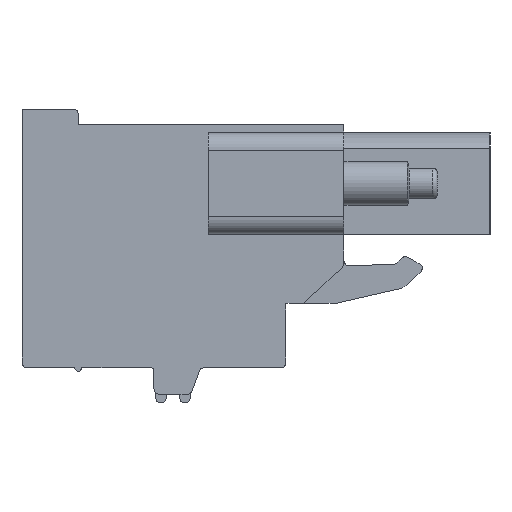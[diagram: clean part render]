
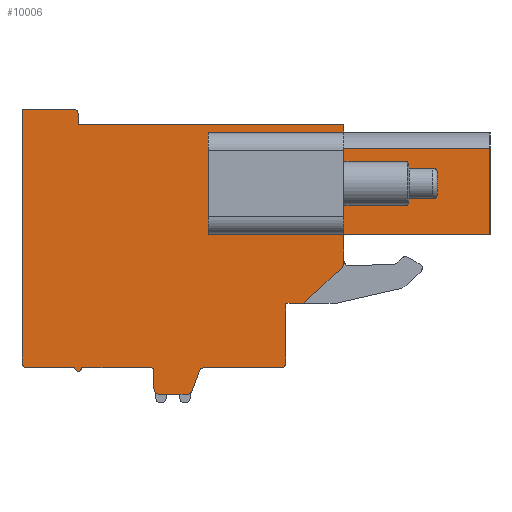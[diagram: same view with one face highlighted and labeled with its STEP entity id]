
A CAD part, left-side view. The second image highlights one B-rep face of the part: STEP entity #10006.
In plain terms, the highlighted planar face has unit normal (-1, 0, 0).
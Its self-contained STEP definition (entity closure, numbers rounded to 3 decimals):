
#1=DIRECTION('',(0.,0.,-1.));
#2=VECTOR('',#1,1.325);
#3=CARTESIAN_POINT('',(0.,-5.66,6.96));
#4=LINE('',#3,#2);
#5=DIRECTION('',(0.,1.,0.));
#6=VECTOR('',#5,8.3);
#7=CARTESIAN_POINT('',(0.,-13.96,5.635));
#8=LINE('',#7,#6);
#9=DIRECTION('',(0.,1.,0.));
#10=VECTOR('',#9,8.3);
#11=CARTESIAN_POINT('',(0.,-13.96,0.73));
#12=LINE('',#11,#10);
#13=DIRECTION('',(0.,0.,-1.));
#14=VECTOR('',#13,1.64);
#15=CARTESIAN_POINT('',(0.,-5.66,0.73));
#16=LINE('',#15,#14);
#17=CARTESIAN_POINT('',(0.,-5.36,-0.91));
#18=DIRECTION('',(1.,0.,0.));
#19=DIRECTION('',(0.,-1.,0.));
#20=AXIS2_PLACEMENT_3D('',#17,#18,#19);
#22=DIRECTION('',(0.,0.731,-0.683));
#23=VECTOR('',#22,3.018);
#24=CARTESIAN_POINT('',(0.,-5.565,-1.129));
#25=LINE('',#24,#23);
#26=DIRECTION('',(0.,1.,0.));
#27=VECTOR('',#26,1.);
#28=CARTESIAN_POINT('',(0.,-3.36,-3.19));
#29=LINE('',#28,#27);
#30=DIRECTION('',(0.,0.,-1.));
#31=VECTOR('',#30,0.5);
#32=CARTESIAN_POINT('',(0.,-2.36,-3.19));
#33=LINE('',#32,#31);
#34=DIRECTION('',(0.,0.,-1.));
#35=VECTOR('',#34,2.35);
#36=CARTESIAN_POINT('',(0.,-2.36,-3.69));
#37=LINE('',#36,#35);
#38=DIRECTION('',(0.,0.,-1.));
#39=VECTOR('',#38,0.5);
#40=CARTESIAN_POINT('',(0.,-2.36,-6.04));
#41=LINE('',#40,#39);
#42=CARTESIAN_POINT('',(0.,-2.06,-6.54));
#43=DIRECTION('',(1.,0.,0.));
#44=DIRECTION('',(0.,-1.,0.));
#45=AXIS2_PLACEMENT_3D('',#42,#43,#44);
#47=DIRECTION('',(0.,1.,0.));
#48=VECTOR('',#47,4.34);
#49=CARTESIAN_POINT('',(0.,-2.06,-6.84));
#50=LINE('',#49,#48);
#51=CARTESIAN_POINT('',(0.,2.28,-7.14));
#52=DIRECTION('',(-1.,0.,0.));
#53=DIRECTION('',(0.,0.,1.));
#54=AXIS2_PLACEMENT_3D('',#51,#52,#53);
#56=DIRECTION('',(0.,0.345,-0.939));
#57=VECTOR('',#56,1.179);
#58=CARTESIAN_POINT('',(0.,2.562,-7.037));
#59=LINE('',#58,#57);
#60=CARTESIAN_POINT('',(0.,3.25,-8.04));
#61=DIRECTION('',(1.,0.,0.));
#62=DIRECTION('',(0.,-0.939,-0.345));
#63=AXIS2_PLACEMENT_3D('',#60,#61,#62);
#65=DIRECTION('',(0.,1.,0.));
#66=VECTOR('',#65,1.59);
#67=CARTESIAN_POINT('',(0.,3.25,-8.34));
#68=LINE('',#67,#66);
#69=CARTESIAN_POINT('',(0.,4.84,-8.04));
#70=DIRECTION('',(1.,0.,0.));
#71=DIRECTION('',(0.,0.,-1.));
#72=AXIS2_PLACEMENT_3D('',#69,#70,#71);
#74=DIRECTION('',(0.,0.,1.));
#75=VECTOR('',#74,1.);
#76=CARTESIAN_POINT('',(0.,5.14,-8.04));
#77=LINE('',#76,#75);
#78=CARTESIAN_POINT('',(0.,5.34,-7.04));
#79=DIRECTION('',(-1.,0.,0.));
#80=DIRECTION('',(0.,-1.,0.));
#81=AXIS2_PLACEMENT_3D('',#78,#79,#80);
#83=DIRECTION('',(0.,1.,0.));
#84=VECTOR('',#83,3.9);
#85=CARTESIAN_POINT('',(0.,5.34,-6.84));
#86=LINE('',#85,#84);
#87=CARTESIAN_POINT('',(0.,9.44,-6.84));
#88=DIRECTION('',(1.,0.,0.));
#89=DIRECTION('',(0.,-1.,0.));
#90=AXIS2_PLACEMENT_3D('',#87,#88,#89);
#92=DIRECTION('',(0.,1.,0.));
#93=VECTOR('',#92,2.7);
#94=CARTESIAN_POINT('',(0.,9.64,-6.84));
#95=LINE('',#94,#93);
#96=CARTESIAN_POINT('',(0.,12.34,-6.54));
#97=DIRECTION('',(1.,0.,0.));
#98=DIRECTION('',(0.,0.,-1.));
#99=AXIS2_PLACEMENT_3D('',#96,#97,#98);
#101=DIRECTION('',(0.,0.,1.));
#102=VECTOR('',#101,0.5);
#103=CARTESIAN_POINT('',(0.,12.64,-6.54));
#104=LINE('',#103,#102);
#105=DIRECTION('',(0.,0.,1.));
#106=VECTOR('',#105,13.9);
#107=CARTESIAN_POINT('',(0.,12.64,-6.04));
#108=LINE('',#107,#106);
#109=DIRECTION('',(0.,-1.,0.));
#110=VECTOR('',#109,2.9);
#111=CARTESIAN_POINT('',(0.,12.64,7.86));
#112=LINE('',#111,#110);
#113=CARTESIAN_POINT('',(0.,9.74,7.56));
#114=DIRECTION('',(1.,0.,0.));
#115=DIRECTION('',(0.,0.,1.));
#116=AXIS2_PLACEMENT_3D('',#113,#114,#115);
#118=DIRECTION('',(0.,0.,-1.));
#119=VECTOR('',#118,0.6);
#120=CARTESIAN_POINT('',(0.,9.44,7.56));
#121=LINE('',#120,#119);
#122=DIRECTION('',(0.,-1.,0.));
#123=VECTOR('',#122,15.1);
#124=CARTESIAN_POINT('',(0.,9.44,6.96));
#125=LINE('',#124,#123);
#126=DIRECTION('',(0.,-1.,0.));
#127=VECTOR('',#126,6.1);
#128=CARTESIAN_POINT('',(0.,2.04,0.73));
#129=LINE('',#128,#127);
#130=DIRECTION('',(0.,0.,1.));
#131=VECTOR('',#130,5.8);
#132=CARTESIAN_POINT('',(0.,-4.06,0.73));
#133=LINE('',#132,#131);
#134=DIRECTION('',(0.,1.,0.));
#135=VECTOR('',#134,6.1);
#136=CARTESIAN_POINT('',(0.,-4.06,6.53));
#137=LINE('',#136,#135);
#6110=DIRECTION('',(0.,0.,1.));
#6111=VECTOR('',#6110,4.905);
#6112=CARTESIAN_POINT('',(0.,-13.96,0.73));
#6113=LINE('',#6112,#6111);
#7308=DIRECTION('',(0.,0.,1.));
#7309=VECTOR('',#7308,5.8);
#7310=CARTESIAN_POINT('',(0.,2.04,0.73));
#7311=LINE('',#7310,#7309);
#7569=CARTESIAN_POINT('',(0.,12.34,-6.84));
#7570=CARTESIAN_POINT('',(0.,12.64,-6.54));
#7571=VERTEX_POINT('',#7569);
#7572=VERTEX_POINT('',#7570);
#7573=CARTESIAN_POINT('',(0.,12.64,-6.04));
#7574=VERTEX_POINT('',#7573);
#7575=CARTESIAN_POINT('',(0.,12.64,7.86));
#7576=VERTEX_POINT('',#7575);
#7577=CARTESIAN_POINT('',(0.,9.74,7.86));
#7578=VERTEX_POINT('',#7577);
#7579=CARTESIAN_POINT('',(0.,9.44,7.56));
#7580=VERTEX_POINT('',#7579);
#7581=CARTESIAN_POINT('',(0.,9.44,6.96));
#7582=VERTEX_POINT('',#7581);
#7583=CARTESIAN_POINT('',(0.,-5.66,6.96));
#7584=VERTEX_POINT('',#7583);
#7585=CARTESIAN_POINT('',(0.,-5.66,-0.91));
#7586=CARTESIAN_POINT('',(0.,-5.565,-1.129));
#7587=VERTEX_POINT('',#7585);
#7588=VERTEX_POINT('',#7586);
#7589=CARTESIAN_POINT('',(0.,-3.36,-3.19));
#7590=VERTEX_POINT('',#7589);
#7591=CARTESIAN_POINT('',(0.,-2.36,-3.19));
#7592=VERTEX_POINT('',#7591);
#7593=CARTESIAN_POINT('',(0.,-2.36,-3.69));
#7594=VERTEX_POINT('',#7593);
#7595=CARTESIAN_POINT('',(0.,-2.36,-6.04));
#7596=VERTEX_POINT('',#7595);
#7597=CARTESIAN_POINT('',(0.,-2.36,-6.54));
#7598=VERTEX_POINT('',#7597);
#7599=CARTESIAN_POINT('',(0.,-2.06,-6.84));
#7600=VERTEX_POINT('',#7599);
#7601=CARTESIAN_POINT('',(0.,2.28,-6.84));
#7602=VERTEX_POINT('',#7601);
#7603=CARTESIAN_POINT('',(0.,2.562,-7.037));
#7604=VERTEX_POINT('',#7603);
#7605=CARTESIAN_POINT('',(0.,2.968,-8.143));
#7606=VERTEX_POINT('',#7605);
#7607=CARTESIAN_POINT('',(0.,3.25,-8.34));
#7608=VERTEX_POINT('',#7607);
#7609=CARTESIAN_POINT('',(0.,4.84,-8.34));
#7610=VERTEX_POINT('',#7609);
#7611=CARTESIAN_POINT('',(0.,5.14,-8.04));
#7612=VERTEX_POINT('',#7611);
#7613=CARTESIAN_POINT('',(0.,5.14,-7.04));
#7614=VERTEX_POINT('',#7613);
#7615=CARTESIAN_POINT('',(0.,5.34,-6.84));
#7616=VERTEX_POINT('',#7615);
#7617=CARTESIAN_POINT('',(0.,9.24,-6.84));
#7618=VERTEX_POINT('',#7617);
#7619=CARTESIAN_POINT('',(0.,9.64,-6.84));
#7620=VERTEX_POINT('',#7619);
#7697=CARTESIAN_POINT('',(0.,-13.96,0.73));
#7698=VERTEX_POINT('',#7697);
#7699=CARTESIAN_POINT('',(0.,-5.66,0.73));
#7700=VERTEX_POINT('',#7699);
#7925=CARTESIAN_POINT('',(0.,-13.96,5.635));
#7927=VERTEX_POINT('',#7925);
#9765=CARTESIAN_POINT('',(0.,2.04,0.73));
#9766=CARTESIAN_POINT('',(0.,2.04,6.53));
#9767=VERTEX_POINT('',#9765);
#9768=VERTEX_POINT('',#9766);
#9773=CARTESIAN_POINT('',(0.,-4.06,0.73));
#9775=VERTEX_POINT('',#9773);
#9777=CARTESIAN_POINT('',(0.,-4.06,6.53));
#9779=VERTEX_POINT('',#9777);
#9781=CARTESIAN_POINT('',(0.,-5.66,5.635));
#9782=VERTEX_POINT('',#9781);
#9929=CARTESIAN_POINT('',(0.,0.,0.));
#9930=DIRECTION('',(1.,0.,0.));
#9931=DIRECTION('',(0.,-1.,0.));
#9932=AXIS2_PLACEMENT_3D('',#9929,#9930,#9931);
#9933=PLANE('',#9932);
#9935=ORIENTED_EDGE('',*,*,#9934,.T.);
#9937=ORIENTED_EDGE('',*,*,#9936,.F.);
#9939=ORIENTED_EDGE('',*,*,#9938,.F.);
#9941=ORIENTED_EDGE('',*,*,#9940,.T.);
#9943=ORIENTED_EDGE('',*,*,#9942,.T.);
#9945=ORIENTED_EDGE('',*,*,#9944,.T.);
#9947=ORIENTED_EDGE('',*,*,#9946,.T.);
#9949=ORIENTED_EDGE('',*,*,#9948,.T.);
#9951=ORIENTED_EDGE('',*,*,#9950,.T.);
#9953=ORIENTED_EDGE('',*,*,#9952,.T.);
#9955=ORIENTED_EDGE('',*,*,#9954,.T.);
#9957=ORIENTED_EDGE('',*,*,#9956,.T.);
#9959=ORIENTED_EDGE('',*,*,#9958,.T.);
#9961=ORIENTED_EDGE('',*,*,#9960,.T.);
#9963=ORIENTED_EDGE('',*,*,#9962,.T.);
#9965=ORIENTED_EDGE('',*,*,#9964,.T.);
#9967=ORIENTED_EDGE('',*,*,#9966,.T.);
#9969=ORIENTED_EDGE('',*,*,#9968,.T.);
#9971=ORIENTED_EDGE('',*,*,#9970,.T.);
#9973=ORIENTED_EDGE('',*,*,#9972,.T.);
#9975=ORIENTED_EDGE('',*,*,#9974,.T.);
#9977=ORIENTED_EDGE('',*,*,#9976,.T.);
#9979=ORIENTED_EDGE('',*,*,#9978,.T.);
#9981=ORIENTED_EDGE('',*,*,#9980,.T.);
#9983=ORIENTED_EDGE('',*,*,#9982,.T.);
#9985=ORIENTED_EDGE('',*,*,#9984,.T.);
#9987=ORIENTED_EDGE('',*,*,#9986,.T.);
#9989=ORIENTED_EDGE('',*,*,#9988,.T.);
#9991=ORIENTED_EDGE('',*,*,#9990,.T.);
#9993=ORIENTED_EDGE('',*,*,#9992,.T.);
#9994=EDGE_LOOP('',(#9935,#9937,#9939,#9941,#9943,#9945,#9947,#9949,#9951,#9953,
#9955,#9957,#9959,#9961,#9963,#9965,#9967,#9969,#9971,#9973,#9975,#9977,#9979,
#9981,#9983,#9985,#9987,#9989,#9991,#9993));
#9995=FACE_OUTER_BOUND('',#9994,.F.);
#9997=ORIENTED_EDGE('',*,*,#9996,.T.);
#9999=ORIENTED_EDGE('',*,*,#9998,.T.);
#10001=ORIENTED_EDGE('',*,*,#10000,.T.);
#10003=ORIENTED_EDGE('',*,*,#10002,.F.);
#10004=EDGE_LOOP('',(#9997,#9999,#10001,#10003));
#10005=FACE_BOUND('',#10004,.F.);
#10006=ADVANCED_FACE('',(#9995,#10005),#9933,.F.);
#21=CIRCLE('',#20,0.3);
#46=CIRCLE('',#45,0.3);
#55=CIRCLE('',#54,0.3);
#64=CIRCLE('',#63,0.3);
#73=CIRCLE('',#72,0.3);
#82=CIRCLE('',#81,0.2);
#91=CIRCLE('',#90,0.2);
#100=CIRCLE('',#99,0.3);
#117=CIRCLE('',#116,0.3);
#9934=EDGE_CURVE('',#7584,#9782,#4,.T.);
#9936=EDGE_CURVE('',#7927,#9782,#8,.T.);
#9938=EDGE_CURVE('',#7698,#7927,#6113,.T.);
#9940=EDGE_CURVE('',#7698,#7700,#12,.T.);
#9942=EDGE_CURVE('',#7700,#7587,#16,.T.);
#9944=EDGE_CURVE('',#7587,#7588,#21,.T.);
#9946=EDGE_CURVE('',#7588,#7590,#25,.T.);
#9948=EDGE_CURVE('',#7590,#7592,#29,.T.);
#9950=EDGE_CURVE('',#7592,#7594,#33,.T.);
#9952=EDGE_CURVE('',#7594,#7596,#37,.T.);
#9954=EDGE_CURVE('',#7596,#7598,#41,.T.);
#9956=EDGE_CURVE('',#7598,#7600,#46,.T.);
#9958=EDGE_CURVE('',#7600,#7602,#50,.T.);
#9960=EDGE_CURVE('',#7602,#7604,#55,.T.);
#9962=EDGE_CURVE('',#7604,#7606,#59,.T.);
#9964=EDGE_CURVE('',#7606,#7608,#64,.T.);
#9966=EDGE_CURVE('',#7608,#7610,#68,.T.);
#9968=EDGE_CURVE('',#7610,#7612,#73,.T.);
#9970=EDGE_CURVE('',#7612,#7614,#77,.T.);
#9972=EDGE_CURVE('',#7614,#7616,#82,.T.);
#9974=EDGE_CURVE('',#7616,#7618,#86,.T.);
#9976=EDGE_CURVE('',#7618,#7620,#91,.T.);
#9978=EDGE_CURVE('',#7620,#7571,#95,.T.);
#9980=EDGE_CURVE('',#7571,#7572,#100,.T.);
#9982=EDGE_CURVE('',#7572,#7574,#104,.T.);
#9984=EDGE_CURVE('',#7574,#7576,#108,.T.);
#9986=EDGE_CURVE('',#7576,#7578,#112,.T.);
#9988=EDGE_CURVE('',#7578,#7580,#117,.T.);
#9990=EDGE_CURVE('',#7580,#7582,#121,.T.);
#9992=EDGE_CURVE('',#7582,#7584,#125,.T.);
#9996=EDGE_CURVE('',#9767,#9775,#129,.T.);
#9998=EDGE_CURVE('',#9775,#9779,#133,.T.);
#10000=EDGE_CURVE('',#9779,#9768,#137,.T.);
#10002=EDGE_CURVE('',#9767,#9768,#7311,.T.);
